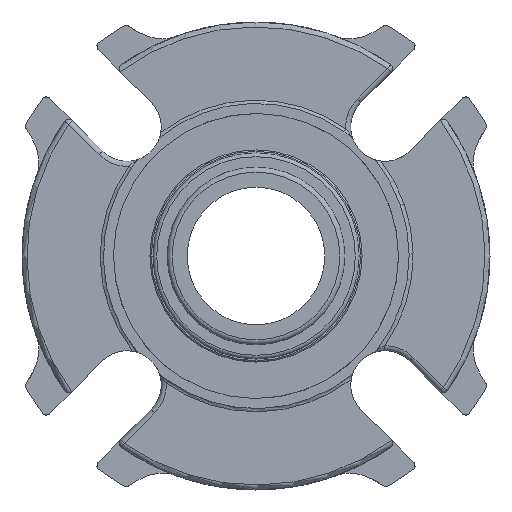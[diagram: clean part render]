
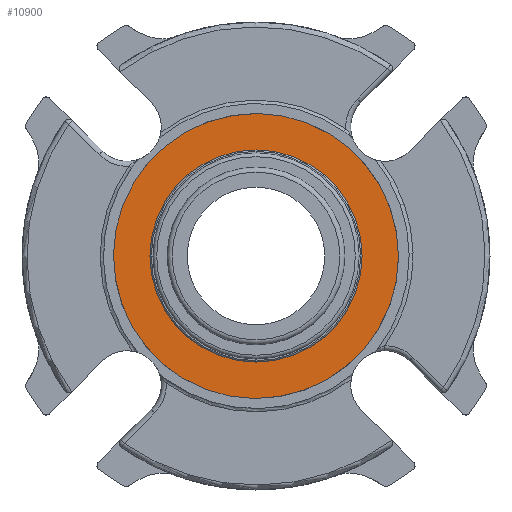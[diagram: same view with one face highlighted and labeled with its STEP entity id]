
A CAD part, front view. The second image highlights one B-rep face of the part: STEP entity #10900.
In plain terms, the highlighted planar face has unit normal (0, -1, 0).
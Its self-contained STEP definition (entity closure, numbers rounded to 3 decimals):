
#1297=PLANE('',#11399);
#1451=ORIENTED_EDGE('',*,*,#3765,.T.);
#1452=ORIENTED_EDGE('',*,*,#3763,.T.);
#3763=EDGE_CURVE('',#4920,#4920,#5664,.T.);
#3765=EDGE_CURVE('',#4922,#4922,#5666,.T.);
#4920=VERTEX_POINT('',#14700);
#4922=VERTEX_POINT('',#14705);
#5664=CIRCLE('',#11397,29.);
#5666=CIRCLE('',#11400,21.59);
#6150=EDGE_LOOP('',(#1451));
#6151=EDGE_LOOP('',(#1452));
#6723=FACE_BOUND('',#6150,.T.);
#6724=FACE_BOUND('',#6151,.T.);
#10900=ADVANCED_FACE('',(#6723,#6724),#1297,.F.);
#11397=AXIS2_PLACEMENT_3D('',#14699,#12356,#12357);
#11399=AXIS2_PLACEMENT_3D('',#14703,#12360,#12361);
#11400=AXIS2_PLACEMENT_3D('',#14704,#12362,#12363);
#12356=DIRECTION('',(0.,-1.,0.));
#12357=DIRECTION('',(-0.494,0.,0.869));
#12360=DIRECTION('',(0.,1.,0.));
#12361=DIRECTION('',(0.494,0.,-0.869));
#12362=DIRECTION('',(0.,1.,0.));
#12363=DIRECTION('',(-1.,0.,0.));
#14699=CARTESIAN_POINT('',(0.,-2.794,0.));
#14700=CARTESIAN_POINT('',(-14.337,-2.794,25.208));
#14703=CARTESIAN_POINT('',(-14.337,-2.794,25.208));
#14704=CARTESIAN_POINT('',(0.,-2.794,0.));
#14705=CARTESIAN_POINT('',(-21.59,-2.794,0.));
